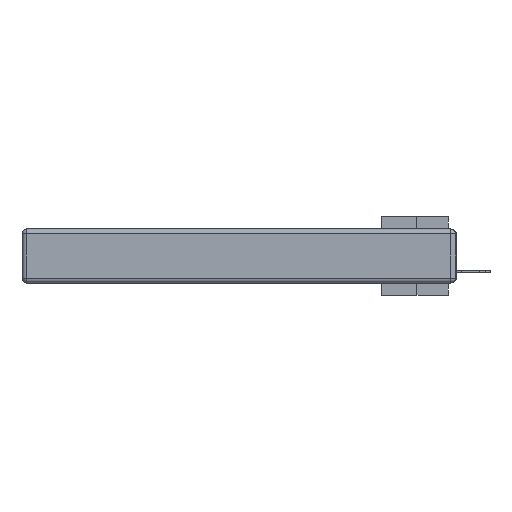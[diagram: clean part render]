
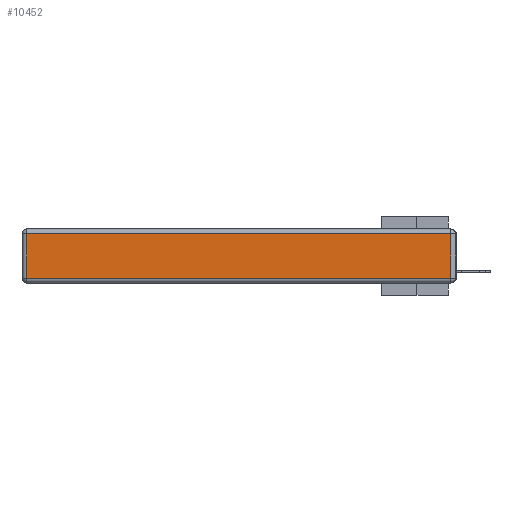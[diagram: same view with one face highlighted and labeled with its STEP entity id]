
A CAD part, left-side view. The second image highlights one B-rep face of the part: STEP entity #10452.
In plain terms, the highlighted planar face has unit normal (-1, 0, 0).
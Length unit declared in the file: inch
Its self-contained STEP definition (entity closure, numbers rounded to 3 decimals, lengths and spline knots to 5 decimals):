
#378 = CARTESIAN_POINT ( 'NONE',  ( 0., 2.72, -0.03 ) ) ;
#1850 = ORIENTED_EDGE ( 'NONE', *, *, #13186, .T. ) ;
#2374 = EDGE_CURVE ( 'NONE', #22784, #18036, #19422, .T. ) ;
#2607 = LINE ( 'NONE', #28358, #13769 ) ;
#2633 = EDGE_LOOP ( 'NONE', ( #21021, #15720, #1850, #29927 ) ) ;
#3066 = EDGE_CURVE ( 'NONE', #26957, #22784, #6383, .T. ) ;
#3412 = VECTOR ( 'NONE', #11873, 39.37008 ) ;
#5410 = CARTESIAN_POINT ( 'NONE',  ( 0., 0.03, -0.313 ) ) ;
#6070 = FACE_OUTER_BOUND ( 'NONE', #2633, .T. ) ;
#6383 = LINE ( 'NONE', #9673, #3412 ) ;
#6417 = DIRECTION ( 'NONE',  ( 0., 1., 0. ) ) ;
#8489 = VERTEX_POINT ( 'NONE', #378 ) ;
#9673 = CARTESIAN_POINT ( 'NONE',  ( 0., 0., -0.313 ) ) ;
#10452 = ADVANCED_FACE ( 'NONE', ( #6070 ), #24350, .T. ) ;
#10898 = VECTOR ( 'NONE', #14612, 39.37008 ) ;
#11557 = DIRECTION ( 'NONE',  ( 0., 0., -1. ) ) ;
#11873 = DIRECTION ( 'NONE',  ( 0., -1., 0. ) ) ;
#12536 = DIRECTION ( 'NONE',  ( -1., 0., 0. ) ) ;
#13186 = EDGE_CURVE ( 'NONE', #18036, #8489, #17105, .T. ) ;
#13769 = VECTOR ( 'NONE', #11557, 39.37008 ) ;
#14612 = DIRECTION ( 'NONE',  ( 0., 0., 1. ) ) ;
#14917 = DIRECTION ( 'NONE',  ( 0., 0., 1. ) ) ;
#15011 = CARTESIAN_POINT ( 'NONE',  ( 0., 0.03, -0.03 ) ) ;
#15036 = CARTESIAN_POINT ( 'NONE',  ( 0., 0.03, -0.343 ) ) ;
#15606 = AXIS2_PLACEMENT_3D ( 'NONE', #26728, #12536, #14917 ) ;
#15720 = ORIENTED_EDGE ( 'NONE', *, *, #2374, .T. ) ;
#17105 = LINE ( 'NONE', #20738, #19659 ) ;
#18036 = VERTEX_POINT ( 'NONE', #15011 ) ;
#18513 = EDGE_CURVE ( 'NONE', #8489, #26957, #2607, .T. ) ;
#19422 = LINE ( 'NONE', #15036, #10898 ) ;
#19659 = VECTOR ( 'NONE', #6417, 39.37008 ) ;
#20738 = CARTESIAN_POINT ( 'NONE',  ( 0., 2.75, -0.03 ) ) ;
#21021 = ORIENTED_EDGE ( 'NONE', *, *, #3066, .T. ) ;
#22784 = VERTEX_POINT ( 'NONE', #5410 ) ;
#24350 = PLANE ( 'NONE',  #15606 ) ;
#25976 = CARTESIAN_POINT ( 'NONE',  ( 0., 2.72, -0.313 ) ) ;
#26728 = CARTESIAN_POINT ( 'NONE',  ( 0., 0., -0.343 ) ) ;
#26957 = VERTEX_POINT ( 'NONE', #25976 ) ;
#28358 = CARTESIAN_POINT ( 'NONE',  ( 0., 2.72, -0.343 ) ) ;
#29927 = ORIENTED_EDGE ( 'NONE', *, *, #18513, .T. ) ;
